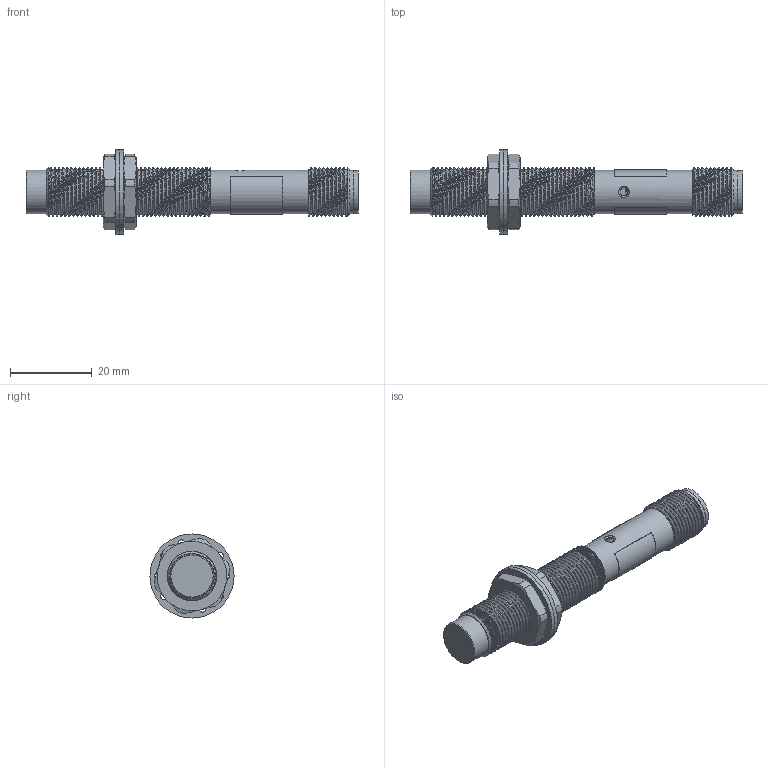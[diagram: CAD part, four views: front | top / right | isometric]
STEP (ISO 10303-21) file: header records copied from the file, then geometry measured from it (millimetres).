
FILE_DESCRIPTION(/* description */ ('Unknown'),/* implementation_level */ '2;1');
FILE_NAME(/* name */ '_VBI-M12-65R',/* time_stamp */ '2021-02-11T11:52:55+05:00',/* author */ ('Unknown'),/* organization */ ('Unknown'),/* preprocessor_version */ 'ST-DEVELOPER v16.7',/* originating_system */ 'Solid Edge',/* authorisation */ 'Unknown');
FILE_SCHEMA (('AUTOMOTIVE_DESIGN {1 0 10303 214 3 1 1}'));
Length unit declared in the file: millimetre
Products named in the file (16): ﾂﾁﾈ-ﾌ12-65ﾐ; À0.154 Êîðïóñ; 10.010.100; Êîðïóñ âèëêè äëÿ 10.010.100; Ý0.001 (äëÿ ñáîðêè); Ê1.007 Ãàéêà Ì12õ1; Washer_DIN_6797_J_13_v16.00; Ýòèêåòêà 25õ12 äëÿ ÂÁÈ-Ì12-60Ñ; 11.308.000-15 êîëï Ã1.016; 11.304.101 (ÃÈ09.30Õ) Êàòóøêà èíäóêòèâíîñòè; ×àøêà ×9; À4.040 Êàðêàñ êàòóøêè; Ã1.016 Êîëïà÷îê Ì12; Ä1.004 Äåðæàòåëü; 11.517.000 Ïëàòà ÂÁÈ-Ì12-60Õ; VLMS1300-GS08 (Vishay)
Assembly tree (20 placements, depth 4):
  ﾂﾁﾈ-ﾌ12-65ﾐ
    À0.154 Êîðïóñ
    10.010.100
      Êîðïóñ âèëêè äëÿ 10.010.100
      Ý0.001 (äëÿ ñáîðêè)  x4
    Ê1.007 Ãàéêà Ì12õ1  x2
    Washer_DIN_6797_J_13_v16.00  x2
    Ýòèêåòêà 25õ12 äëÿ ÂÁÈ-Ì12-60Ñ
    11.308.000-15 êîëï Ã1.016
      11.304.101 (ÃÈ09.30Õ) Êàòóøêà èíäóêòèâíîñòè
        ×àøêà ×9
        À4.040 Êàðêàñ êàòóøêè
      Ã1.016 Êîëïà÷îê Ì12
      Ä1.004 Äåðæàòåëü
      11.517.000 Ïëàòà ÂÁÈ-Ì12-60Õ
      VLMS1300-GS08 (Vishay)
Bounding box: 81 x 20.5 x 20.5 mm (x, y, z)
Volume: 4293.2 mm3; surface area: 10660.8 mm2
Topology: 17 solids, 17 shells, 440 faces, 1021 edges, 665 vertices
Faces by surface type: plane 220, cylinder 158, cone 50, torus 6, bspline 5, sphere 1
Full cylindrical faces by diameter (mm): 1 x24, 1.2 x4, 1.385 x2, 1.4 x17, 1.416 x1, 1.6 x1, 2 x4, 3.9 x1, 3.95 x1, 4.7 x1, 7.45 x1, 7.5 x1, 8.2 x1, 8.3 x1, 9.3 x1, 9.45 x1, 9.5 x2, 9.6 x1, 9.9 x1, 10 x4, 10.16 x2, 10.5 x1, 10.6 x2, 10.7 x1, 10.917 x2, 20.5 x2
Entity records: 14153 total; most frequent: CARTESIAN_POINT 6835, DIRECTION 1451, ORIENTED_EDGE 1214, EDGE_CURVE 607, AXIS2_PLACEMENT_3D 573, FACE_BOUND 453, EDGE_LOOP 452, VERTEX_POINT 440
